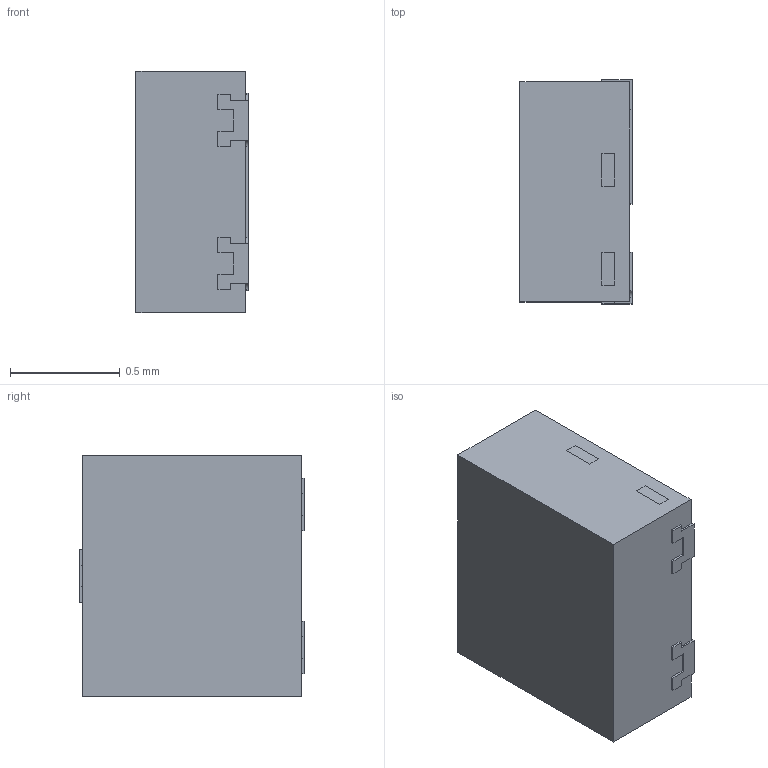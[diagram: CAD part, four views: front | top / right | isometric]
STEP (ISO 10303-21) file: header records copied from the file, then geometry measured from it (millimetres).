
FILE_DESCRIPTION(/* description */ ('Unknown'),/* implementation_level */ '2;1');
FILE_NAME(/* name */ 'SWP-DFN1110A-3',/* time_stamp */ '2024-08-16T10:47:59+08:00',/* author */ ('Unknown'),/* organization */ ('Unknown'),/* preprocessor_version */ 'ST-DEVELOPER v18.102',/* originating_system */ 'Solid Edge',/* authorisation */ 'Unknown');
FILE_SCHEMA (('AUTOMOTIVE_DESIGN {1 0 10303 214 3 1 1}'));
Length unit declared in the file: millimetre
Products named in the file (4): SWP-DFN1110A-3; CPD; LDF; Plating
Assembly tree (3 placements, depth 2):
  SWP-DFN1110A-3
    CPD
    LDF
    Plating
Bounding box: 0.51 x 1.02 x 1.1 mm (x, y, z)
Volume: 0.6 mm3; surface area: 8.8 mm2
Topology: 7 solids, 7 shells, 230 faces, 660 edges, 440 vertices
Faces by surface type: plane 187, cylinder 43
Entity records: 7589 total; most frequent: CARTESIAN_POINT 1334, ORIENTED_EDGE 1320, DIRECTION 1214, EDGE_CURVE 660, LINE 574, VECTOR 574, VERTEX_POINT 440, AXIS2_PLACEMENT_3D 320
